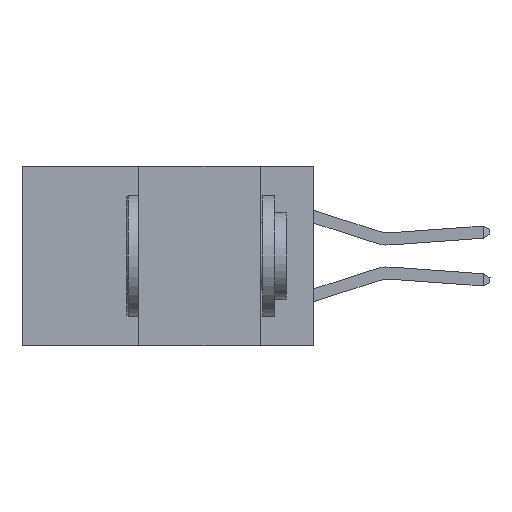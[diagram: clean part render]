
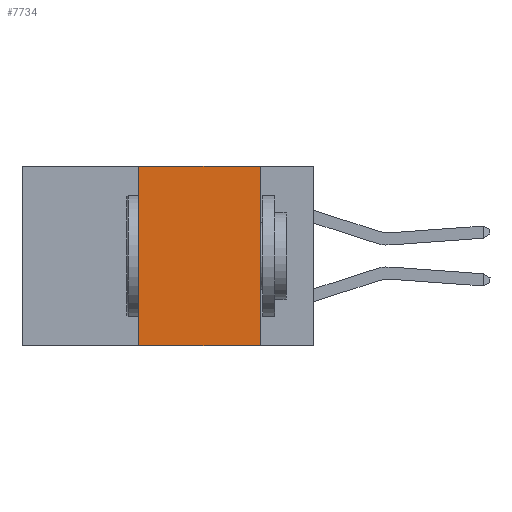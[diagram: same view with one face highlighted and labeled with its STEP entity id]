
A CAD part, left-side view. The second image highlights one B-rep face of the part: STEP entity #7734.
In plain terms, the highlighted planar face has unit normal (-1, 0, 0).
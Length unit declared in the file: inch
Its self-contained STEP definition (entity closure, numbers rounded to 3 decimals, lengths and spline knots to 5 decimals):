
#812 = PLANE ( 'NONE',  #20299 ) ;
#1098 = ORIENTED_EDGE ( 'NONE', *, *, #10116, .F. ) ;
#1949 = ORIENTED_EDGE ( 'NONE', *, *, #22362, .T. ) ;
#2620 = VECTOR ( 'NONE', #16222, 39.37008 ) ;
#3029 = VERTEX_POINT ( 'NONE', #21858 ) ;
#4369 = CARTESIAN_POINT ( 'NONE',  ( 0., 0.11, 0. ) ) ;
#4866 = DIRECTION ( 'NONE',  ( 0., -1., 0. ) ) ;
#6106 = CARTESIAN_POINT ( 'NONE',  ( 0., 0.11, -0.37 ) ) ;
#7734 = ADVANCED_FACE ( 'NONE', ( #21753 ), #812, .F. ) ;
#9511 = ORIENTED_EDGE ( 'NONE', *, *, #26424, .F. ) ;
#10116 = EDGE_CURVE ( 'NONE', #18635, #15832, #23401, .T. ) ;
#11699 = EDGE_CURVE ( 'NONE', #3029, #28031, #16372, .T. ) ;
#13292 = CARTESIAN_POINT ( 'NONE',  ( 0., 0.6, 0. ) ) ;
#13889 = EDGE_LOOP ( 'NONE', ( #19233, #9511, #1098, #1949 ) ) ;
#15376 = LINE ( 'NONE', #13292, #25457 ) ;
#15832 = VERTEX_POINT ( 'NONE', #27063 ) ;
#16222 = DIRECTION ( 'NONE',  ( 0., 0., 1. ) ) ;
#16251 = CARTESIAN_POINT ( 'NONE',  ( 0., 0.6, 0. ) ) ;
#16329 = CARTESIAN_POINT ( 'NONE',  ( 0., 0.36, 0. ) ) ;
#16372 = LINE ( 'NONE', #4369, #28147 ) ;
#16447 = DIRECTION ( 'NONE',  ( 0., 0., -1. ) ) ;
#18050 = DIRECTION ( 'NONE',  ( 0., -1., 0. ) ) ;
#18635 = VERTEX_POINT ( 'NONE', #21745 ) ;
#19233 = ORIENTED_EDGE ( 'NONE', *, *, #11699, .F. ) ;
#20299 = AXIS2_PLACEMENT_3D ( 'NONE', #16251, #27200, #16447 ) ;
#20364 = CARTESIAN_POINT ( 'NONE',  ( 0., 0.6, -0.37 ) ) ;
#21490 = LINE ( 'NONE', #20364, #21844 ) ;
#21745 = CARTESIAN_POINT ( 'NONE',  ( 0., 0.36, -0.37 ) ) ;
#21753 = FACE_OUTER_BOUND ( 'NONE', #13889, .T. ) ;
#21844 = VECTOR ( 'NONE', #4866, 39.37008 ) ;
#21858 = CARTESIAN_POINT ( 'NONE',  ( 0., 0.11, 0. ) ) ;
#22362 = EDGE_CURVE ( 'NONE', #18635, #28031, #21490, .T. ) ;
#23401 = LINE ( 'NONE', #16329, #2620 ) ;
#25457 = VECTOR ( 'NONE', #18050, 39.37008 ) ;
#26424 = EDGE_CURVE ( 'NONE', #15832, #3029, #15376, .T. ) ;
#26478 = DIRECTION ( 'NONE',  ( 0., 0., -1. ) ) ;
#27063 = CARTESIAN_POINT ( 'NONE',  ( 0., 0.36, 0. ) ) ;
#27200 = DIRECTION ( 'NONE',  ( 1., 0., 0. ) ) ;
#28031 = VERTEX_POINT ( 'NONE', #6106 ) ;
#28147 = VECTOR ( 'NONE', #26478, 39.37008 ) ;
